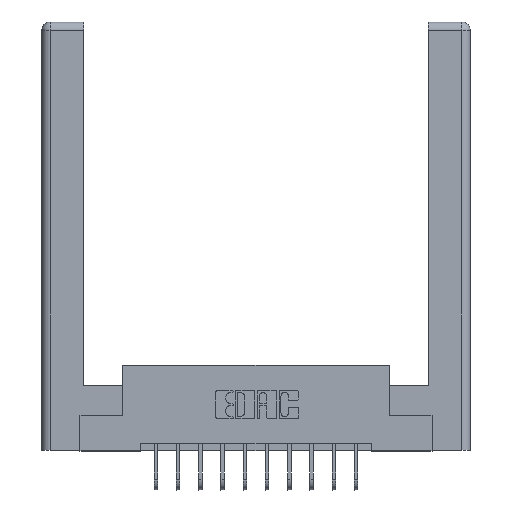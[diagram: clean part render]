
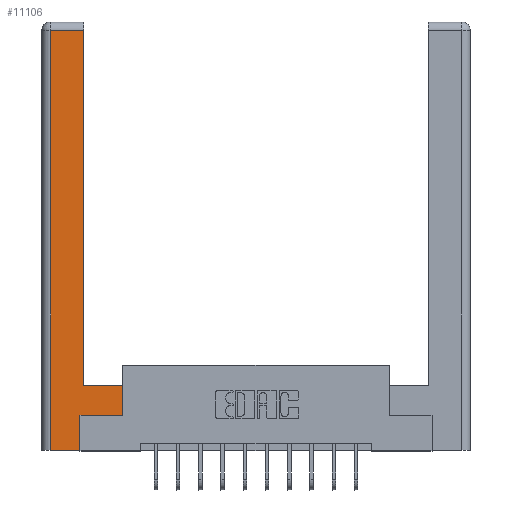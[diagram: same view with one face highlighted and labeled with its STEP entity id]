
A CAD part, top view. The second image highlights one B-rep face of the part: STEP entity #11106.
In plain terms, the highlighted planar face has unit normal (0, 0, 1).
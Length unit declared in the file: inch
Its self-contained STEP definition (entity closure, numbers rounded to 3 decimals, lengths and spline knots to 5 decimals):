
#547 = ORIENTED_EDGE ( 'NONE', *, *, #9522, .T. ) ;
#860 = LINE ( 'NONE', #11756, #12304 ) ;
#1364 = VERTEX_POINT ( 'NONE', #3450 ) ;
#1819 = VERTEX_POINT ( 'NONE', #4445 ) ;
#1927 = VECTOR ( 'NONE', #11062, 39.37008 ) ;
#1981 = CARTESIAN_POINT ( 'NONE',  ( 0.565, 0.245, 0. ) ) ;
#1994 = DIRECTION ( 'NONE',  ( 0., 1., 0. ) ) ;
#1998 = CARTESIAN_POINT ( 'NONE',  ( 0.0615, 0., 0. ) ) ;
#2329 = LINE ( 'NONE', #7203, #1927 ) ;
#2395 = VERTEX_POINT ( 'NONE', #1981 ) ;
#2473 = VERTEX_POINT ( 'NONE', #13463 ) ;
#2566 = DIRECTION ( 'NONE',  ( -1., 0., 0. ) ) ;
#2882 = VERTEX_POINT ( 'NONE', #7899 ) ;
#3046 = EDGE_CURVE ( 'NONE', #2395, #4981, #9681, .T. ) ;
#3276 = CARTESIAN_POINT ( 'NONE',  ( 0.295, 2.94, 0. ) ) ;
#3450 = CARTESIAN_POINT ( 'NONE',  ( 0.295, 0.45, 0. ) ) ;
#3737 = EDGE_LOOP ( 'NONE', ( #12982, #12844, #10167, #11982, #547, #7300, #6651, #10679 ) ) ;
#4175 = VECTOR ( 'NONE', #5669, 39.37008 ) ;
#4445 = CARTESIAN_POINT ( 'NONE',  ( 0.265, 0., 0. ) ) ;
#4511 = CARTESIAN_POINT ( 'NONE',  ( 0.295, 0.45, 0. ) ) ;
#4981 = VERTEX_POINT ( 'NONE', #7280 ) ;
#5074 = EDGE_CURVE ( 'NONE', #9606, #2395, #12829, .T. ) ;
#5104 = VECTOR ( 'NONE', #2566, 39.37008 ) ;
#5250 = DIRECTION ( 'NONE',  ( 0., 1., 0. ) ) ;
#5669 = DIRECTION ( 'NONE',  ( -1., 0., 0. ) ) ;
#5919 = VECTOR ( 'NONE', #1994, 39.37008 ) ;
#6151 = VECTOR ( 'NONE', #5250, 39.37008 ) ;
#6383 = EDGE_CURVE ( 'NONE', #1364, #12831, #2329, .T. ) ;
#6651 = ORIENTED_EDGE ( 'NONE', *, *, #3046, .T. ) ;
#6971 = PLANE ( 'NONE',  #14781 ) ;
#7101 = EDGE_CURVE ( 'NONE', #2473, #2882, #9784, .T. ) ;
#7203 = CARTESIAN_POINT ( 'NONE',  ( 0.295, 3., 0. ) ) ;
#7225 = VECTOR ( 'NONE', #15789, 39.37008 ) ;
#7280 = CARTESIAN_POINT ( 'NONE',  ( 0.565, 0.45, 0. ) ) ;
#7300 = ORIENTED_EDGE ( 'NONE', *, *, #5074, .T. ) ;
#7899 = CARTESIAN_POINT ( 'NONE',  ( 0.0615, 0., 0. ) ) ;
#8240 = DIRECTION ( 'NONE',  ( -1., 0., 0. ) ) ;
#8279 = CARTESIAN_POINT ( 'NONE',  ( 0.565, 0.45, 0. ) ) ;
#8535 = FACE_OUTER_BOUND ( 'NONE', #3737, .T. ) ;
#8733 = CARTESIAN_POINT ( 'NONE',  ( 0.0615, 2.94, 0. ) ) ;
#9111 = DIRECTION ( 'NONE',  ( 1., 0., 0. ) ) ;
#9522 = EDGE_CURVE ( 'NONE', #1819, #9606, #12062, .T. ) ;
#9606 = VERTEX_POINT ( 'NONE', #10835 ) ;
#9635 = LINE ( 'NONE', #8733, #5104 ) ;
#9681 = LINE ( 'NONE', #8279, #5919 ) ;
#9784 = LINE ( 'NONE', #1998, #7225 ) ;
#10167 = ORIENTED_EDGE ( 'NONE', *, *, #7101, .T. ) ;
#10679 = ORIENTED_EDGE ( 'NONE', *, *, #12312, .T. ) ;
#10835 = CARTESIAN_POINT ( 'NONE',  ( 0.265, 0.245, 0. ) ) ;
#11062 = DIRECTION ( 'NONE',  ( 0., 1., 0. ) ) ;
#11106 = ADVANCED_FACE ( 'NONE', ( #8535 ), #6971, .F. ) ;
#11498 = LINE ( 'NONE', #4511, #4175 ) ;
#11584 = DIRECTION ( 'NONE',  ( 1., 0., 0. ) ) ;
#11641 = EDGE_CURVE ( 'NONE', #2882, #1819, #860, .T. ) ;
#11756 = CARTESIAN_POINT ( 'NONE',  ( 0.265, 0., 0. ) ) ;
#11982 = ORIENTED_EDGE ( 'NONE', *, *, #11641, .T. ) ;
#12039 = CARTESIAN_POINT ( 'NONE',  ( 0., 0., 0. ) ) ;
#12062 = LINE ( 'NONE', #13277, #6151 ) ;
#12304 = VECTOR ( 'NONE', #9111, 39.37008 ) ;
#12312 = EDGE_CURVE ( 'NONE', #4981, #1364, #11498, .T. ) ;
#12829 = LINE ( 'NONE', #15512, #13592 ) ;
#12831 = VERTEX_POINT ( 'NONE', #3276 ) ;
#12844 = ORIENTED_EDGE ( 'NONE', *, *, #14376, .T. ) ;
#12982 = ORIENTED_EDGE ( 'NONE', *, *, #6383, .T. ) ;
#13277 = CARTESIAN_POINT ( 'NONE',  ( 0.265, 0.245, 0. ) ) ;
#13463 = CARTESIAN_POINT ( 'NONE',  ( 0.0615, 2.94, 0. ) ) ;
#13592 = VECTOR ( 'NONE', #11584, 39.37008 ) ;
#14376 = EDGE_CURVE ( 'NONE', #12831, #2473, #9635, .T. ) ;
#14499 = DIRECTION ( 'NONE',  ( 0., 0., -1. ) ) ;
#14781 = AXIS2_PLACEMENT_3D ( 'NONE', #12039, #14499, #8240 ) ;
#15512 = CARTESIAN_POINT ( 'NONE',  ( 0.565, 0.245, 0. ) ) ;
#15789 = DIRECTION ( 'NONE',  ( 0., -1., 0. ) ) ;
